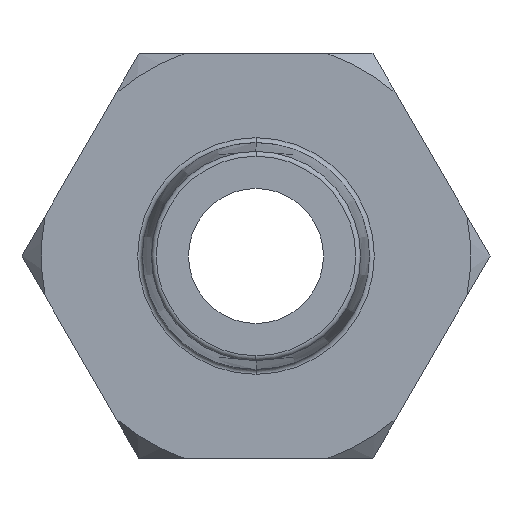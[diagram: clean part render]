
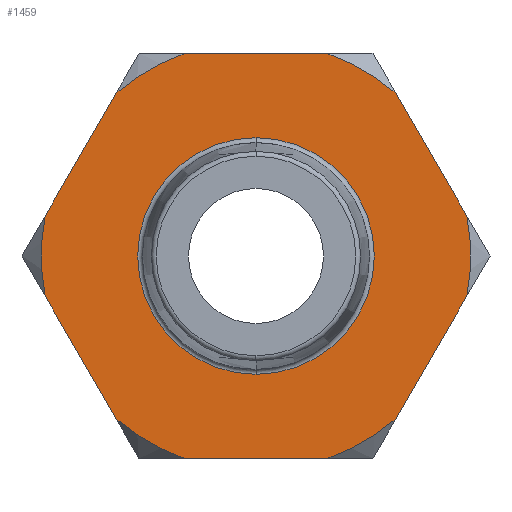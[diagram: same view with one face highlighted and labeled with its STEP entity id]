
A CAD part, left-side view. The second image highlights one B-rep face of the part: STEP entity #1459.
In plain terms, the highlighted planar face has unit normal (-1, 0, 0).
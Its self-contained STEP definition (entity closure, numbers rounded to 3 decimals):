
#7 = AXIS2_PLACEMENT_3D ( 'NONE', #2067, #1580, #678 ) ;
#24 = ORIENTED_EDGE ( 'NONE', *, *, #3978, .T. ) ;
#204 = EDGE_CURVE ( 'NONE', #2443, #2625, #4061, .T. ) ;
#216 = CARTESIAN_POINT ( 'NONE',  ( -2.5, 0., 0. ) ) ;
#323 = CARTESIAN_POINT ( 'NONE',  ( -2.5, 0., 0. ) ) ;
#463 = EDGE_CURVE ( 'NONE', #2045, #4805, #3481, .T. ) ;
#504 = EDGE_CURVE ( 'NONE', #2690, #3739, #4365, .T. ) ;
#645 = EDGE_CURVE ( 'NONE', #4005, #2401, #2960, .T. ) ;
#678 = DIRECTION ( 'NONE',  ( 0., 0., 1. ) ) ;
#751 = DIRECTION ( 'NONE',  ( 0., 0., 1. ) ) ;
#806 = VERTEX_POINT ( 'NONE', #3238 ) ;
#859 = DIRECTION ( 'NONE',  ( 0., 0., 1. ) ) ;
#926 = EDGE_CURVE ( 'NONE', #2443, #4266, #3422, .T. ) ;
#988 = ORIENTED_EDGE ( 'NONE', *, *, #463, .T. ) ;
#1038 = CARTESIAN_POINT ( 'NONE',  ( -2.5, 0., 0. ) ) ;
#1052 = DIRECTION ( 'NONE',  ( -1., 0., 0. ) ) ;
#1053 = DIRECTION ( 'NONE',  ( 0., 0., 1. ) ) ;
#1061 = DIRECTION ( 'NONE',  ( 0., 0., 1. ) ) ;
#1079 = EDGE_CURVE ( 'NONE', #4001, #3739, #3747, .T. ) ;
#1110 = EDGE_CURVE ( 'NONE', #2387, #806, #3859, .T. ) ;
#1140 = DIRECTION ( 'NONE',  ( 1., 0., 0. ) ) ;
#1159 = EDGE_CURVE ( 'NONE', #2045, #2379, #2780, .T. ) ;
#1221 = CARTESIAN_POINT ( 'NONE',  ( -2.5, 6.062, 10.5 ) ) ;
#1234 = AXIS2_PLACEMENT_3D ( 'NONE', #2073, #1415, #1053 ) ;
#1364 = VECTOR ( 'NONE', #5090, 1000. ) ;
#1415 = DIRECTION ( 'NONE',  ( -1., 0., 0. ) ) ;
#1459 = ADVANCED_FACE ( 'NONE', ( #5217, #4246 ), #2971, .T. ) ;
#1477 = LINE ( 'NONE', #2688, #1364 ) ;
#1481 = AXIS2_PLACEMENT_3D ( 'NONE', #4320, #2708, #3973 ) ;
#1508 = EDGE_CURVE ( 'NONE', #4005, #2379, #2718, .T. ) ;
#1519 = DIRECTION ( 'NONE',  ( 0., 0., 1. ) ) ;
#1558 = CARTESIAN_POINT ( 'NONE',  ( -2.5, -6.062, -10.5 ) ) ;
#1580 = DIRECTION ( 'NONE',  ( -1., 0., 0. ) ) ;
#1585 = ORIENTED_EDGE ( 'NONE', *, *, #1606, .T. ) ;
#1606 = EDGE_CURVE ( 'NONE', #4001, #2401, #4677, .T. ) ;
#1648 = DIRECTION ( 'NONE',  ( 0., -0.5, 0.866 ) ) ;
#1659 = CARTESIAN_POINT ( 'NONE',  ( -2.5, 0., 0. ) ) ;
#1959 = CARTESIAN_POINT ( 'NONE',  ( -2.5, 12.124, 0. ) ) ;
#1970 = CARTESIAN_POINT ( 'NONE',  ( -2.5, 7.256, -8.432 ) ) ;
#2011 = EDGE_CURVE ( 'NONE', #2690, #2625, #2525, .T. ) ;
#2045 = VERTEX_POINT ( 'NONE', #4546 ) ;
#2062 = DIRECTION ( 'NONE',  ( 0., 0., 1. ) ) ;
#2067 = CARTESIAN_POINT ( 'NONE',  ( -2.5, 0., 0. ) ) ;
#2073 = CARTESIAN_POINT ( 'NONE',  ( -2.5, 0., 0. ) ) ;
#2141 = ORIENTED_EDGE ( 'NONE', *, *, #2652, .T. ) ;
#2169 = CIRCLE ( 'NONE', #5079, 6.13 ) ;
#2250 = ORIENTED_EDGE ( 'NONE', *, *, #1079, .F. ) ;
#2356 = ORIENTED_EDGE ( 'NONE', *, *, #1508, .T. ) ;
#2379 = VERTEX_POINT ( 'NONE', #4571 ) ;
#2387 = VERTEX_POINT ( 'NONE', #4778 ) ;
#2388 = DIRECTION ( 'NONE',  ( 0., -0.5, -0.866 ) ) ;
#2401 = VERTEX_POINT ( 'NONE', #4795 ) ;
#2419 = CIRCLE ( 'NONE', #5104, 11.124 ) ;
#2443 = VERTEX_POINT ( 'NONE', #3680 ) ;
#2476 = VECTOR ( 'NONE', #2388, 1000. ) ;
#2525 = LINE ( 'NONE', #1221, #2528 ) ;
#2528 = VECTOR ( 'NONE', #5203, 1000. ) ;
#2576 = DIRECTION ( 'NONE',  ( 0., 0., 1. ) ) ;
#2586 = CARTESIAN_POINT ( 'NONE',  ( -2.5, -6.062, 10.5 ) ) ;
#2625 = VERTEX_POINT ( 'NONE', #4100 ) ;
#2645 = CARTESIAN_POINT ( 'NONE',  ( -2.5, 7.256, 8.432 ) ) ;
#2652 = EDGE_CURVE ( 'NONE', #3292, #4266, #2419, .T. ) ;
#2659 = CARTESIAN_POINT ( 'NONE',  ( -2.5, 0., 0. ) ) ;
#2688 = CARTESIAN_POINT ( 'NONE',  ( -2.5, -12.124, 0. ) ) ;
#2689 = CARTESIAN_POINT ( 'NONE',  ( -2.5, 6.062, -10.5 ) ) ;
#2690 = VERTEX_POINT ( 'NONE', #4294 ) ;
#2708 = DIRECTION ( 'NONE',  ( -1., 0., 0. ) ) ;
#2718 = CIRCLE ( 'NONE', #7, 11.124 ) ;
#2742 = ORIENTED_EDGE ( 'NONE', *, *, #1159, .F. ) ;
#2780 = LINE ( 'NONE', #1558, #4255 ) ;
#2810 = DIRECTION ( 'NONE',  ( 0., 0.5, 0.866 ) ) ;
#2912 = ORIENTED_EDGE ( 'NONE', *, *, #4562, .F. ) ;
#2960 = LINE ( 'NONE', #2689, #5092 ) ;
#2971 = PLANE ( 'NONE',  #1481 ) ;
#3104 = ORIENTED_EDGE ( 'NONE', *, *, #204, .T. ) ;
#3167 = DIRECTION ( 'NONE',  ( 1., 0., 0. ) ) ;
#3238 = CARTESIAN_POINT ( 'NONE',  ( -2.5, 0., -6.13 ) ) ;
#3292 = VERTEX_POINT ( 'NONE', #3325 ) ;
#3319 = EDGE_LOOP ( 'NONE', ( #1585, #4722, #2356, #2742, #988, #2912, #2141, #5105, #3104, #3682, #4689, #2250 ) ) ;
#3325 = CARTESIAN_POINT ( 'NONE',  ( -2.5, -10.93, -2.068 ) ) ;
#3415 = DIRECTION ( 'NONE',  ( -1., 0., 0. ) ) ;
#3422 = LINE ( 'NONE', #2586, #2476 ) ;
#3481 = CIRCLE ( 'NONE', #4464, 11.124 ) ;
#3680 = CARTESIAN_POINT ( 'NONE',  ( -2.5, -7.256, 8.432 ) ) ;
#3682 = ORIENTED_EDGE ( 'NONE', *, *, #2011, .F. ) ;
#3739 = VERTEX_POINT ( 'NONE', #2645 ) ;
#3747 = LINE ( 'NONE', #1959, #5029 ) ;
#3859 = CIRCLE ( 'NONE', #5046, 6.13 ) ;
#3956 = DIRECTION ( 'NONE',  ( 0., 1., 0. ) ) ;
#3973 = DIRECTION ( 'NONE',  ( 0., 0., 1. ) ) ;
#3978 = EDGE_CURVE ( 'NONE', #806, #2387, #2169, .T. ) ;
#4001 = VERTEX_POINT ( 'NONE', #5135 ) ;
#4005 = VERTEX_POINT ( 'NONE', #1970 ) ;
#4061 = CIRCLE ( 'NONE', #4712, 11.124 ) ;
#4100 = CARTESIAN_POINT ( 'NONE',  ( -2.5, -3.674, 10.5 ) ) ;
#4147 = EDGE_LOOP ( 'NONE', ( #4740, #24 ) ) ;
#4246 = FACE_OUTER_BOUND ( 'NONE', #3319, .T. ) ;
#4255 = VECTOR ( 'NONE', #3956, 1000. ) ;
#4266 = VERTEX_POINT ( 'NONE', #4975 ) ;
#4294 = CARTESIAN_POINT ( 'NONE',  ( -2.5, 3.674, 10.5 ) ) ;
#4320 = CARTESIAN_POINT ( 'NONE',  ( -2.5, 0., 0. ) ) ;
#4365 = CIRCLE ( 'NONE', #4772, 11.124 ) ;
#4464 = AXIS2_PLACEMENT_3D ( 'NONE', #2659, #3415, #859 ) ;
#4468 = DIRECTION ( 'NONE',  ( -1., 0., 0. ) ) ;
#4539 = DIRECTION ( 'NONE',  ( -1., 0., 0. ) ) ;
#4546 = CARTESIAN_POINT ( 'NONE',  ( -2.5, -3.674, -10.5 ) ) ;
#4562 = EDGE_CURVE ( 'NONE', #3292, #4805, #1477, .T. ) ;
#4571 = CARTESIAN_POINT ( 'NONE',  ( -2.5, 3.674, -10.5 ) ) ;
#4677 = CIRCLE ( 'NONE', #1234, 11.124 ) ;
#4689 = ORIENTED_EDGE ( 'NONE', *, *, #504, .T. ) ;
#4712 = AXIS2_PLACEMENT_3D ( 'NONE', #1038, #1052, #1061 ) ;
#4722 = ORIENTED_EDGE ( 'NONE', *, *, #645, .F. ) ;
#4740 = ORIENTED_EDGE ( 'NONE', *, *, #1110, .T. ) ;
#4772 = AXIS2_PLACEMENT_3D ( 'NONE', #216, #4539, #1519 ) ;
#4778 = CARTESIAN_POINT ( 'NONE',  ( -2.5, 0., 6.13 ) ) ;
#4795 = CARTESIAN_POINT ( 'NONE',  ( -2.5, 10.93, -2.068 ) ) ;
#4805 = VERTEX_POINT ( 'NONE', #5142 ) ;
#4975 = CARTESIAN_POINT ( 'NONE',  ( -2.5, -10.93, 2.068 ) ) ;
#5029 = VECTOR ( 'NONE', #1648, 1000. ) ;
#5046 = AXIS2_PLACEMENT_3D ( 'NONE', #5133, #1140, #2576 ) ;
#5079 = AXIS2_PLACEMENT_3D ( 'NONE', #323, #3167, #751 ) ;
#5090 = DIRECTION ( 'NONE',  ( 0., 0.5, -0.866 ) ) ;
#5092 = VECTOR ( 'NONE', #2810, 1000. ) ;
#5104 = AXIS2_PLACEMENT_3D ( 'NONE', #1659, #4468, #2062 ) ;
#5105 = ORIENTED_EDGE ( 'NONE', *, *, #926, .F. ) ;
#5133 = CARTESIAN_POINT ( 'NONE',  ( -2.5, 0., 0. ) ) ;
#5135 = CARTESIAN_POINT ( 'NONE',  ( -2.5, 10.93, 2.068 ) ) ;
#5142 = CARTESIAN_POINT ( 'NONE',  ( -2.5, -7.256, -8.432 ) ) ;
#5203 = DIRECTION ( 'NONE',  ( 0., -1., 0. ) ) ;
#5217 = FACE_BOUND ( 'NONE', #4147, .T. ) ;
